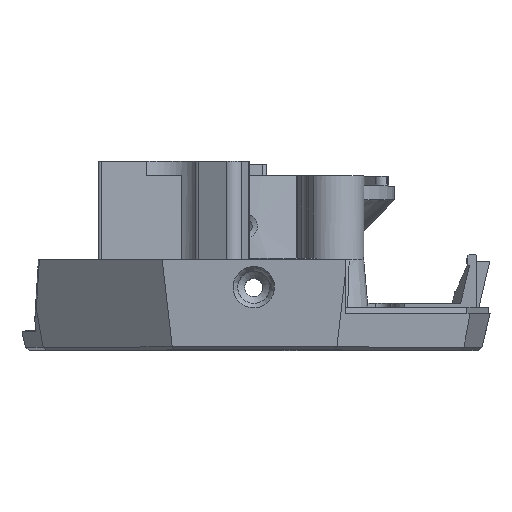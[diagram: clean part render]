
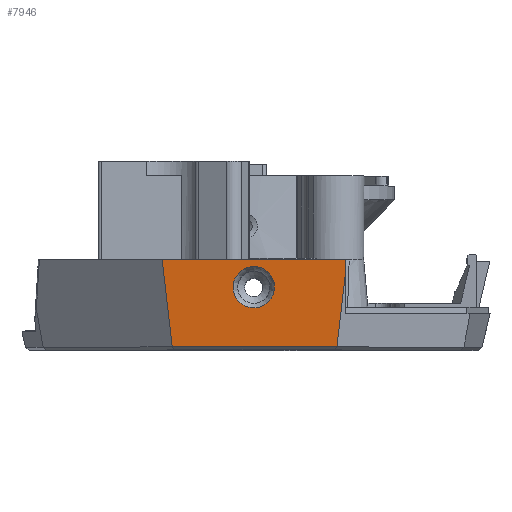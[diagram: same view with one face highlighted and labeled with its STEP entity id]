
A CAD part, top view. The second image highlights one B-rep face of the part: STEP entity #7946.
In plain terms, the highlighted planar face has unit normal (0, -0.087, 0.996).
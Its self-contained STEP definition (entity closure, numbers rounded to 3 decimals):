
#89=FACE_BOUND('',#1203,.T.);
#125=B_SPLINE_CURVE_WITH_KNOTS('',3,(#11985,#11986,#11987,#11988,#11989,
#11990,#11991,#11992,#11993,#11994),.UNSPECIFIED.,.T.,.F.,(4,1,1,1,1,1,
1,4),(-3.142,-2.244,-1.346,-0.449,
0.449,1.346,2.244,3.142),
 .UNSPECIFIED.);
#756=FACE_OUTER_BOUND('',#1202,.T.);
#1202=EDGE_LOOP('',(#5410,#5411,#5412,#5413,#5414));
#1203=EDGE_LOOP('',(#5415));
#1712=LINE('',#11743,#2465);
#1774=LINE('',#11978,#2527);
#1775=LINE('',#11980,#2528);
#1776=LINE('',#11982,#2529);
#1777=LINE('',#11983,#2530);
#2465=VECTOR('',#9315,10.);
#2527=VECTOR('',#9489,10.);
#2528=VECTOR('',#9490,10.);
#2529=VECTOR('',#9491,10.);
#2530=VECTOR('',#9492,10.);
#3205=VERTEX_POINT('',#11664);
#3239=VERTEX_POINT('',#11741);
#3332=VERTEX_POINT('',#11977);
#3333=VERTEX_POINT('',#11979);
#3334=VERTEX_POINT('',#11981);
#3335=VERTEX_POINT('',#11984);
#4046=EDGE_CURVE('',#3205,#3239,#1712,.T.);
#4151=EDGE_CURVE('',#3239,#3332,#1774,.T.);
#4152=EDGE_CURVE('',#3333,#3332,#1775,.T.);
#4153=EDGE_CURVE('',#3333,#3334,#1776,.T.);
#4154=EDGE_CURVE('',#3334,#3205,#1777,.T.);
#4155=EDGE_CURVE('',#3335,#3335,#125,.T.);
#5410=ORIENTED_EDGE('',*,*,#4151,.T.);
#5411=ORIENTED_EDGE('',*,*,#4152,.F.);
#5412=ORIENTED_EDGE('',*,*,#4153,.T.);
#5413=ORIENTED_EDGE('',*,*,#4154,.T.);
#5414=ORIENTED_EDGE('',*,*,#4046,.T.);
#5415=ORIENTED_EDGE('',*,*,#4155,.F.);
#7696=PLANE('',#8469);
#7946=ADVANCED_FACE('',(#756,#89),#7696,.T.);
#8469=AXIS2_PLACEMENT_3D('',#11976,#9487,#9488);
#9315=DIRECTION('',(-1.,0.,0.));
#9487=DIRECTION('center_axis',(0.,-0.087,
0.996));
#9488=DIRECTION('ref_axis',(1.,0.,0.));
#9489=DIRECTION('',(0.114,-0.99,-0.087));
#9490=DIRECTION('',(-1.,0.,0.));
#9491=DIRECTION('',(0.114,0.99,0.087));
#9492=DIRECTION('',(0.001,0.996,0.087));
#11664=CARTESIAN_POINT('',(11.979,3.6,130.191));
#11741=CARTESIAN_POINT('',(-11.98,3.6,130.191));
#11743=CARTESIAN_POINT('',(0.43,3.6,130.191));
#11976=CARTESIAN_POINT('Origin',(-0.168,0.303,129.902));
#11977=CARTESIAN_POINT('',(-10.664,-7.802,129.193));
#11978=CARTESIAN_POINT('',(-11.444,-1.046,129.784));
#11979=CARTESIAN_POINT('',(10.865,-7.802,129.193));
#11980=CARTESIAN_POINT('',(0.023,-7.802,129.193));
#11981=CARTESIAN_POINT('',(11.977,1.84,130.037));
#11982=CARTESIAN_POINT('',(12.131,3.174,130.154));
#11983=CARTESIAN_POINT('',(11.978,2.343,130.081));
#11984=CARTESIAN_POINT('',(0.,-2.708,129.639));
#11985=CARTESIAN_POINT('Ctrl Pts',(0.,-2.708,
129.639));
#11986=CARTESIAN_POINT('Ctrl Pts',(0.812,-2.708,129.639));
#11987=CARTESIAN_POINT('Ctrl Pts',(2.428,-1.931,129.707));
#11988=CARTESIAN_POINT('Ctrl Pts',(3.022,0.688,129.936));
#11989=CARTESIAN_POINT('Ctrl Pts',(1.349,2.796,130.121));
#11990=CARTESIAN_POINT('Ctrl Pts',(-1.346,2.79,130.12));
#11991=CARTESIAN_POINT('Ctrl Pts',(-3.029,0.689,
129.936));
#11992=CARTESIAN_POINT('Ctrl Pts',(-2.423,-1.93,
129.707));
#11993=CARTESIAN_POINT('Ctrl Pts',(-0.812,-2.708,
129.639));
#11994=CARTESIAN_POINT('Ctrl Pts',(0.,-2.708,
129.639));
